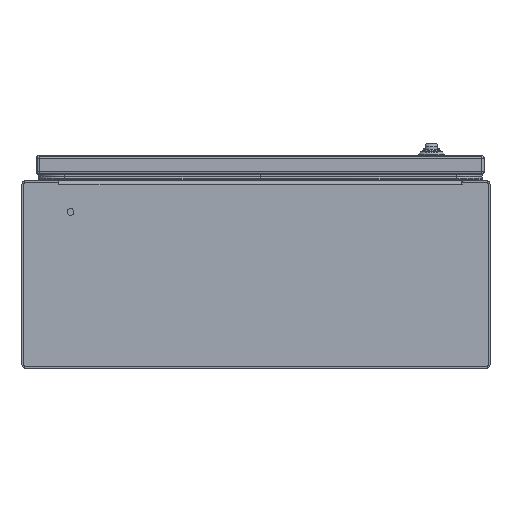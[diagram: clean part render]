
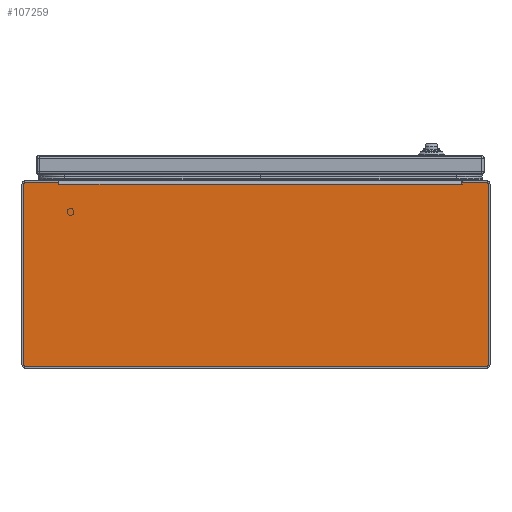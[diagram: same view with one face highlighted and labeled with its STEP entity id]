
A CAD part, front view. The second image highlights one B-rep face of the part: STEP entity #107259.
In plain terms, the highlighted planar face has unit normal (0, -1, 0).
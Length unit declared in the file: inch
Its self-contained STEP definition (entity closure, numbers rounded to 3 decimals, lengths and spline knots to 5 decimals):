
#137 = VERTEX_POINT ( 'NONE', #190641 ) ;
#2587 = CARTESIAN_POINT ( 'NONE',  ( -8.4386, -14., 3.855 ) ) ;
#2776 = DIRECTION ( 'NONE',  ( -0.174, 0., -0.985 ) ) ;
#4285 = CARTESIAN_POINT ( 'NONE',  ( -9.857, -14., 3.937 ) ) ;
#5560 = VECTOR ( 'NONE', #169875, 39.37008 ) ;
#6700 = AXIS2_PLACEMENT_3D ( 'NONE', #151177, #224383, #206054 ) ;
#10514 = EDGE_CURVE ( 'NONE', #143392, #213136, #141589, .T. ) ;
#11203 = LINE ( 'NONE', #216913, #105436 ) ;
#15617 = CARTESIAN_POINT ( 'NONE',  ( 9.857, -14., 3.937 ) ) ;
#18124 = ORIENTED_EDGE ( 'NONE', *, *, #180429, .T. ) ;
#31056 = EDGE_CURVE ( 'NONE', #144130, #64674, #38255, .T. ) ;
#31058 = EDGE_CURVE ( 'NONE', #207770, #137, #216394, .T. ) ;
#32440 = DIRECTION ( 'NONE',  ( 0., 0., -1. ) ) ;
#32756 = CARTESIAN_POINT ( 'NONE',  ( 0., -14., -3.937 ) ) ;
#34451 = CARTESIAN_POINT ( 'NONE',  ( -9.937, -14., 0. ) ) ;
#38255 = LINE ( 'NONE', #108999, #205919 ) ;
#39354 = DIRECTION ( 'NONE',  ( 0., 0., -1. ) ) ;
#39586 = CARTESIAN_POINT ( 'NONE',  ( 9.857, -14., -3.937 ) ) ;
#40239 = ORIENTED_EDGE ( 'NONE', *, *, #10514, .T. ) ;
#41366 = ORIENTED_EDGE ( 'NONE', *, *, #31056, .T. ) ;
#41419 = CARTESIAN_POINT ( 'NONE',  ( 9.857, -14., 3.857 ) ) ;
#41506 = AXIS2_PLACEMENT_3D ( 'NONE', #168030, #62945, #39354 ) ;
#42191 = VECTOR ( 'NONE', #211537, 39.37008 ) ;
#44247 = LINE ( 'NONE', #133264, #5560 ) ;
#45701 = VERTEX_POINT ( 'NONE', #15617 ) ;
#53330 = LINE ( 'NONE', #32756, #149139 ) ;
#59857 = DIRECTION ( 'NONE',  ( -1., 0., 0. ) ) ;
#60233 = CARTESIAN_POINT ( 'NONE',  ( -9.937, -14., 3.857 ) ) ;
#61591 = CIRCLE ( 'NONE', #90738, 0.08 ) ;
#62945 = DIRECTION ( 'NONE',  ( 0., -1., 0. ) ) ;
#63849 = CARTESIAN_POINT ( 'NONE',  ( -8.4386, -14., 3.855 ) ) ;
#64244 = ORIENTED_EDGE ( 'NONE', *, *, #214491, .T. ) ;
#64674 = VERTEX_POINT ( 'NONE', #217069 ) ;
#65244 = CARTESIAN_POINT ( 'NONE',  ( 9.937, -14., 0. ) ) ;
#70305 = ORIENTED_EDGE ( 'NONE', *, *, #160537, .T. ) ;
#70616 = EDGE_CURVE ( 'NONE', #95511, #87788, #165538, .T. ) ;
#74405 = VECTOR ( 'NONE', #59857, 39.37008 ) ;
#76964 = CARTESIAN_POINT ( 'NONE',  ( 0., -14., 3.855 ) ) ;
#83611 = DIRECTION ( 'NONE',  ( 0., 0., -1. ) ) ;
#86335 = CARTESIAN_POINT ( 'NONE',  ( 8.798, -14., 3.855 ) ) ;
#86503 = CARTESIAN_POINT ( 'NONE',  ( -9.857, -14., -3.937 ) ) ;
#87788 = VERTEX_POINT ( 'NONE', #86503 ) ;
#88492 = DIRECTION ( 'NONE',  ( -1., 0., 0. ) ) ;
#89394 = DIRECTION ( 'NONE',  ( 0., 0., -1. ) ) ;
#90738 = AXIS2_PLACEMENT_3D ( 'NONE', #222058, #223190, #220925 ) ;
#92724 = DIRECTION ( 'NONE',  ( 0., -1., 0. ) ) ;
#95511 = VERTEX_POINT ( 'NONE', #174432 ) ;
#98627 = PLANE ( 'NONE',  #6700 ) ;
#104169 = CARTESIAN_POINT ( 'NONE',  ( 8.82806, -14., 3.937 ) ) ;
#104292 = EDGE_CURVE ( 'NONE', #64674, #207770, #207420, .T. ) ;
#104810 = VECTOR ( 'NONE', #131234, 39.37008 ) ;
#105436 = VECTOR ( 'NONE', #198657, 39.37008 ) ;
#107098 = ORIENTED_EDGE ( 'NONE', *, *, #145885, .T. ) ;
#107259 = ADVANCED_FACE ( 'NONE', ( #115771 ), #98627, .T. ) ;
#107476 = ORIENTED_EDGE ( 'NONE', *, *, #153106, .T. ) ;
#107987 = VERTEX_POINT ( 'NONE', #2587 ) ;
#108776 = CIRCLE ( 'NONE', #159893, 0.08 ) ;
#108999 = CARTESIAN_POINT ( 'NONE',  ( 8.82806, -14., 3.937 ) ) ;
#115771 = FACE_OUTER_BOUND ( 'NONE', #160623, .T. ) ;
#117970 = VERTEX_POINT ( 'NONE', #128263 ) ;
#118102 = DIRECTION ( 'NONE',  ( 0., -1., 0. ) ) ;
#118161 = VERTEX_POINT ( 'NONE', #162259 ) ;
#118676 = VERTEX_POINT ( 'NONE', #39586 ) ;
#121101 = LINE ( 'NONE', #65244, #129631 ) ;
#128263 = CARTESIAN_POINT ( 'NONE',  ( -8.45306, -14., 3.937 ) ) ;
#129631 = VECTOR ( 'NONE', #136046, 39.37008 ) ;
#131234 = DIRECTION ( 'NONE',  ( -0.174, 0., 0.985 ) ) ;
#133264 = CARTESIAN_POINT ( 'NONE',  ( 0., -14., 3.937 ) ) ;
#134217 = AXIS2_PLACEMENT_3D ( 'NONE', #155814, #118102, #32440 ) ;
#135607 = VERTEX_POINT ( 'NONE', #174991 ) ;
#136046 = DIRECTION ( 'NONE',  ( 0., 0., 1. ) ) ;
#137517 = ORIENTED_EDGE ( 'NONE', *, *, #209627, .T. ) ;
#141589 = CIRCLE ( 'NONE', #134217, 0.08 ) ;
#143392 = VERTEX_POINT ( 'NONE', #4285 ) ;
#144130 = VERTEX_POINT ( 'NONE', #104169 ) ;
#145885 = EDGE_CURVE ( 'NONE', #118676, #135607, #61591, .T. ) ;
#148448 = ORIENTED_EDGE ( 'NONE', *, *, #203695, .T. ) ;
#149139 = VECTOR ( 'NONE', #156169, 39.37008 ) ;
#151177 = CARTESIAN_POINT ( 'NONE',  ( 0., -14., 0. ) ) ;
#153106 = EDGE_CURVE ( 'NONE', #135607, #118161, #121101, .T. ) ;
#155814 = CARTESIAN_POINT ( 'NONE',  ( -9.857, -14., 3.857 ) ) ;
#156169 = DIRECTION ( 'NONE',  ( 1., 0., 0. ) ) ;
#156872 = ORIENTED_EDGE ( 'NONE', *, *, #104292, .T. ) ;
#158964 = CARTESIAN_POINT ( 'NONE',  ( 0., -14., 3.937 ) ) ;
#159893 = AXIS2_PLACEMENT_3D ( 'NONE', #41419, #92724, #89394 ) ;
#160537 = EDGE_CURVE ( 'NONE', #137, #107987, #11203, .T. ) ;
#160623 = EDGE_LOOP ( 'NONE', ( #64244, #40239, #164504, #171250, #137517, #107098, #107476, #213522, #148448, #41366, #156872, #218107, #70305, #18124 ) ) ;
#162259 = CARTESIAN_POINT ( 'NONE',  ( 9.937, -14., 3.857 ) ) ;
#164504 = ORIENTED_EDGE ( 'NONE', *, *, #204946, .T. ) ;
#165538 = CIRCLE ( 'NONE', #41506, 0.08 ) ;
#168030 = CARTESIAN_POINT ( 'NONE',  ( -9.857, -14., -3.857 ) ) ;
#169875 = DIRECTION ( 'NONE',  ( -1., 0., 0. ) ) ;
#171250 = ORIENTED_EDGE ( 'NONE', *, *, #70616, .T. ) ;
#174432 = CARTESIAN_POINT ( 'NONE',  ( -9.937, -14., -3.857 ) ) ;
#174990 = LINE ( 'NONE', #158964, #42191 ) ;
#174991 = CARTESIAN_POINT ( 'NONE',  ( 9.937, -14., -3.857 ) ) ;
#180429 = EDGE_CURVE ( 'NONE', #107987, #117970, #202093, .T. ) ;
#190641 = CARTESIAN_POINT ( 'NONE',  ( -8.423, -14., 3.855 ) ) ;
#191003 = LINE ( 'NONE', #34451, #195417 ) ;
#195417 = VECTOR ( 'NONE', #83611, 39.37008 ) ;
#198657 = DIRECTION ( 'NONE',  ( -1., 0., 0. ) ) ;
#202093 = LINE ( 'NONE', #63849, #104810 ) ;
#202609 = VECTOR ( 'NONE', #88492, 39.37008 ) ;
#203695 = EDGE_CURVE ( 'NONE', #45701, #144130, #44247, .T. ) ;
#204946 = EDGE_CURVE ( 'NONE', #213136, #95511, #191003, .T. ) ;
#205919 = VECTOR ( 'NONE', #2776, 39.37008 ) ;
#206054 = DIRECTION ( 'NONE',  ( 0., 0., -1. ) ) ;
#207420 = LINE ( 'NONE', #210824, #202609 ) ;
#207770 = VERTEX_POINT ( 'NONE', #86335 ) ;
#209627 = EDGE_CURVE ( 'NONE', #87788, #118676, #53330, .T. ) ;
#210824 = CARTESIAN_POINT ( 'NONE',  ( 8.80579, -14., 3.855 ) ) ;
#211537 = DIRECTION ( 'NONE',  ( -1., 0., 0. ) ) ;
#213136 = VERTEX_POINT ( 'NONE', #60233 ) ;
#213522 = ORIENTED_EDGE ( 'NONE', *, *, #217065, .T. ) ;
#214491 = EDGE_CURVE ( 'NONE', #117970, #143392, #174990, .T. ) ;
#216394 = LINE ( 'NONE', #76964, #74405 ) ;
#216913 = CARTESIAN_POINT ( 'NONE',  ( 0., -14., 3.855 ) ) ;
#217065 = EDGE_CURVE ( 'NONE', #118161, #45701, #108776, .T. ) ;
#217069 = CARTESIAN_POINT ( 'NONE',  ( 8.8136, -14., 3.855 ) ) ;
#218107 = ORIENTED_EDGE ( 'NONE', *, *, #31058, .T. ) ;
#220925 = DIRECTION ( 'NONE',  ( 0., 0., -1. ) ) ;
#222058 = CARTESIAN_POINT ( 'NONE',  ( 9.857, -14., -3.857 ) ) ;
#223190 = DIRECTION ( 'NONE',  ( 0., -1., 0. ) ) ;
#224383 = DIRECTION ( 'NONE',  ( 0., -1., 0. ) ) ;
